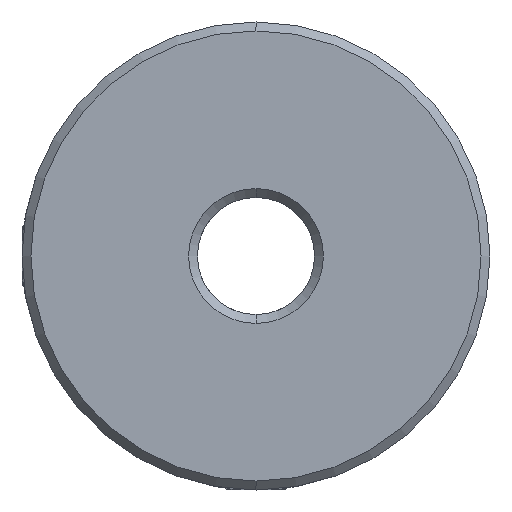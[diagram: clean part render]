
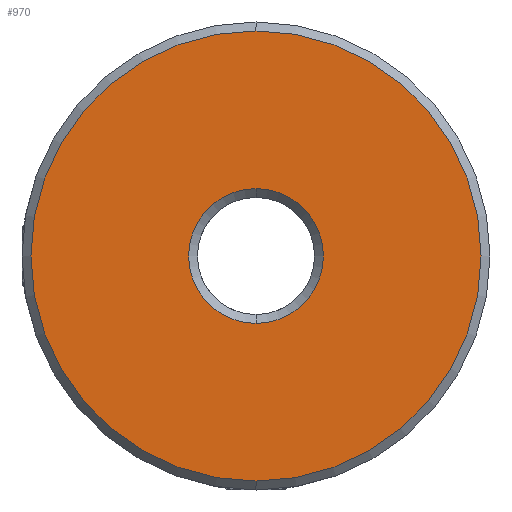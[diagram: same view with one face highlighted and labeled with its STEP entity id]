
A CAD part, left-side view. The second image highlights one B-rep face of the part: STEP entity #970.
In plain terms, the highlighted planar face has unit normal (-1, 0, 0).
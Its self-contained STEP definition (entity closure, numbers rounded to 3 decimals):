
#134 = ORIENTED_EDGE ( 'NONE', *, *, #856, .T. ) ;
#135 = ORIENTED_EDGE ( 'NONE', *, *, #806, .T. ) ;
#136 = ORIENTED_EDGE ( 'NONE', *, *, #800, .T. ) ;
#137 = ORIENTED_EDGE ( 'NONE', *, *, #854, .T. ) ;
#218 = PLANE ( 'NONE',  #3122 ) ;
#224 = CARTESIAN_POINT ( 'NONE',  ( -15., 0., 0. ) ) ;
#235 = DIRECTION ( 'NONE',  ( 1., 0., 0. ) ) ;
#236 = DIRECTION ( 'NONE',  ( 0., 0., -1. ) ) ;
#544 = VERTEX_POINT ( 'NONE', #684 ) ;
#545 = VERTEX_POINT ( 'NONE', #685 ) ;
#546 = VERTEX_POINT ( 'NONE', #686 ) ;
#547 = VERTEX_POINT ( 'NONE', #687 ) ;
#684 = CARTESIAN_POINT ( 'NONE',  ( -15., 0., -2.881 ) ) ;
#685 = CARTESIAN_POINT ( 'NONE',  ( -15., 0., 2.881 ) ) ;
#686 = CARTESIAN_POINT ( 'NONE',  ( -15., 0., 9.619 ) ) ;
#687 = CARTESIAN_POINT ( 'NONE',  ( -15., 0., -9.619 ) ) ;
#800 = EDGE_CURVE ( 'NONE', #545, #544, #1626, .T. ) ;
#806 = EDGE_CURVE ( 'NONE', #546, #547, #1635, .T. ) ;
#854 = EDGE_CURVE ( 'NONE', #544, #545, #1684, .T. ) ;
#856 = EDGE_CURVE ( 'NONE', #547, #546, #3210, .T. ) ;
#937 = AXIS2_PLACEMENT_3D ( 'NONE', #2058, #2059, #2060 ) ;
#941 = AXIS2_PLACEMENT_3D ( 'NONE', #2025, #2037, #2038 ) ;
#970 = ADVANCED_FACE ( 'NONE', ( #3297, #3300 ), #218, .F. ) ;
#1424 = EDGE_LOOP ( 'NONE', ( #136, #137 ) ) ;
#1430 = EDGE_LOOP ( 'NONE', ( #134, #135 ) ) ;
#1626 = CIRCLE ( 'NONE', #941, 2.881 ) ;
#1635 = CIRCLE ( 'NONE', #937, 9.619 ) ;
#1684 = CIRCLE ( 'NONE', #3086, 2.881 ) ;
#2025 = CARTESIAN_POINT ( 'NONE',  ( -15., 0., 0. ) ) ;
#2037 = DIRECTION ( 'NONE',  ( 1., 0., 0. ) ) ;
#2038 = DIRECTION ( 'NONE',  ( 0., 0., -1. ) ) ;
#2058 = CARTESIAN_POINT ( 'NONE',  ( -15., 0., 0. ) ) ;
#2059 = DIRECTION ( 'NONE',  ( -1., 0., 0. ) ) ;
#2060 = DIRECTION ( 'NONE',  ( 0., 0., -1. ) ) ;
#2766 = CARTESIAN_POINT ( 'NONE',  ( -15., 0., 0. ) ) ;
#2768 = DIRECTION ( 'NONE',  ( 1., 0., 0. ) ) ;
#2769 = DIRECTION ( 'NONE',  ( 0., 0., -1. ) ) ;
#2783 = CARTESIAN_POINT ( 'NONE',  ( -15., 0., 0. ) ) ;
#2784 = DIRECTION ( 'NONE',  ( -1., 0., 0. ) ) ;
#2785 = DIRECTION ( 'NONE',  ( 0., 0., -1. ) ) ;
#3086 = AXIS2_PLACEMENT_3D ( 'NONE', #2766, #2768, #2769 ) ;
#3087 = AXIS2_PLACEMENT_3D ( 'NONE', #2783, #2784, #2785 ) ;
#3122 = AXIS2_PLACEMENT_3D ( 'NONE', #224, #235, #236 ) ;
#3210 = CIRCLE ( 'NONE', #3087, 9.619 ) ;
#3297 = FACE_OUTER_BOUND ( 'NONE', #1430, .T. ) ;
#3300 = FACE_BOUND ( 'NONE', #1424, .T. ) ;
